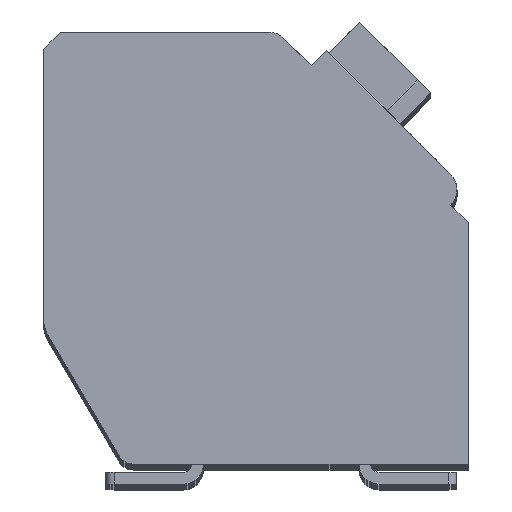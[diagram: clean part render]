
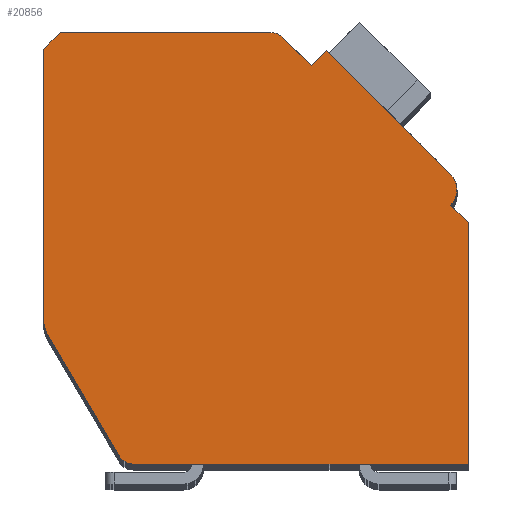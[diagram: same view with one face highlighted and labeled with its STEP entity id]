
A CAD part, top view. The second image highlights one B-rep face of the part: STEP entity #20856.
In plain terms, the highlighted planar face has unit normal (0, 0, 1).
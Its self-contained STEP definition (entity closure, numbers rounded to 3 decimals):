
#781=DIRECTION('',(0.,-1.,0.));
#782=VECTOR('',#781,8.053);
#783=CARTESIAN_POINT('',(-12.7,12.4,2.1));
#784=LINE('',#783,#782);
#785=DIRECTION('',(-0.707,-0.707,0.));
#786=VECTOR('',#785,0.707);
#787=CARTESIAN_POINT('',(-12.2,12.9,2.1));
#788=LINE('',#787,#786);
#789=DIRECTION('',(-1.,0.,0.));
#790=VECTOR('',#789,6.298);
#791=CARTESIAN_POINT('',(-5.902,12.9,2.1));
#792=LINE('',#791,#790);
#793=CARTESIAN_POINT('',(-5.902,12.4,2.1));
#794=DIRECTION('',(0.,0.,1.));
#795=DIRECTION('',(0.707,0.707,0.));
#796=AXIS2_PLACEMENT_3D('',#793,#794,#795);
#798=DIRECTION('',(-0.707,0.707,0.));
#799=VECTOR('',#798,1.197);
#800=CARTESIAN_POINT('',(-4.702,11.907,2.1));
#801=LINE('',#800,#799);
#802=DIRECTION('',(-0.707,-0.707,0.));
#803=VECTOR('',#802,0.65);
#804=CARTESIAN_POINT('',(-4.243,12.367,2.1));
#805=LINE('',#804,#803);
#806=DIRECTION('',(-0.707,0.707,0.));
#807=VECTOR('',#806,5.25);
#808=CARTESIAN_POINT('',(-0.53,8.655,2.1));
#809=LINE('',#808,#807);
#810=CARTESIAN_POINT('',(-0.99,8.195,2.1));
#811=DIRECTION('',(0.,0.,1.));
#812=DIRECTION('',(0.707,-0.707,0.));
#813=AXIS2_PLACEMENT_3D('',#810,#811,#812);
#815=DIRECTION('',(-0.707,0.707,0.));
#816=VECTOR('',#815,0.75);
#817=CARTESIAN_POINT('',(0.,7.205,2.1));
#818=LINE('',#817,#816);
#819=DIRECTION('',(0.,1.,0.));
#820=VECTOR('',#819,7.205);
#821=CARTESIAN_POINT('',(0.,0.,2.1));
#822=LINE('',#821,#820);
#823=DIRECTION('',(1.,0.,0.));
#824=VECTOR('',#823,10.014);
#825=CARTESIAN_POINT('',(-10.014,0.,2.1));
#826=LINE('',#825,#824);
#827=CARTESIAN_POINT('',(-10.014,0.5,2.1));
#828=DIRECTION('',(0.,0.,1.));
#829=DIRECTION('',(-0.862,-0.508,0.));
#830=AXIS2_PLACEMENT_3D('',#827,#828,#829);
#832=DIRECTION('',(0.508,-0.862,0.));
#833=VECTOR('',#832,4.17);
#834=CARTESIAN_POINT('',(-12.562,3.839,2.1));
#835=LINE('',#834,#833);
#836=CARTESIAN_POINT('',(-11.7,4.347,2.1));
#837=DIRECTION('',(0.,0.,1.));
#838=DIRECTION('',(-1.,0.,0.));
#839=AXIS2_PLACEMENT_3D('',#836,#837,#838);
#15409=CARTESIAN_POINT('',(-12.7,12.4,2.1));
#15410=CARTESIAN_POINT('',(-12.7,4.347,2.1));
#15411=VERTEX_POINT('',#15409);
#15412=VERTEX_POINT('',#15410);
#15413=CARTESIAN_POINT('',(-12.562,3.839,2.1));
#15414=VERTEX_POINT('',#15413);
#15415=CARTESIAN_POINT('',(-10.445,0.246,2.1));
#15416=VERTEX_POINT('',#15415);
#15417=CARTESIAN_POINT('',(-10.014,0.,2.1));
#15418=VERTEX_POINT('',#15417);
#15419=CARTESIAN_POINT('',(0.,0.,2.1));
#15420=VERTEX_POINT('',#15419);
#15421=CARTESIAN_POINT('',(0.,7.205,2.1));
#15422=VERTEX_POINT('',#15421);
#15423=CARTESIAN_POINT('',(-0.53,7.735,2.1));
#15424=VERTEX_POINT('',#15423);
#15425=CARTESIAN_POINT('',(-0.53,8.655,2.1));
#15426=VERTEX_POINT('',#15425);
#15427=CARTESIAN_POINT('',(-4.243,12.367,2.1));
#15428=VERTEX_POINT('',#15427);
#15429=CARTESIAN_POINT('',(-4.702,11.907,2.1));
#15430=VERTEX_POINT('',#15429);
#15431=CARTESIAN_POINT('',(-5.548,12.754,2.1));
#15432=VERTEX_POINT('',#15431);
#15433=CARTESIAN_POINT('',(-5.902,12.9,2.1));
#15434=VERTEX_POINT('',#15433);
#15435=CARTESIAN_POINT('',(-12.2,12.9,2.1));
#15436=VERTEX_POINT('',#15435);
#20824=CARTESIAN_POINT('',(0.,0.,2.1));
#20825=DIRECTION('',(0.,0.,1.));
#20826=DIRECTION('',(1.,0.,0.));
#20827=AXIS2_PLACEMENT_3D('',#20824,#20825,#20826);
#20828=PLANE('',#20827);
#20829=ORIENTED_EDGE('',*,*,#20123,.F.);
#20831=ORIENTED_EDGE('',*,*,#20830,.F.);
#20833=ORIENTED_EDGE('',*,*,#20832,.F.);
#20835=ORIENTED_EDGE('',*,*,#20834,.F.);
#20837=ORIENTED_EDGE('',*,*,#20836,.F.);
#20839=ORIENTED_EDGE('',*,*,#20838,.F.);
#20841=ORIENTED_EDGE('',*,*,#20840,.F.);
#20843=ORIENTED_EDGE('',*,*,#20842,.F.);
#20845=ORIENTED_EDGE('',*,*,#20844,.F.);
#20847=ORIENTED_EDGE('',*,*,#20846,.F.);
#20849=ORIENTED_EDGE('',*,*,#20848,.F.);
#20851=ORIENTED_EDGE('',*,*,#20850,.F.);
#20852=ORIENTED_EDGE('',*,*,#20505,.F.);
#20853=ORIENTED_EDGE('',*,*,#20263,.F.);
#20854=EDGE_LOOP('',(#20829,#20831,#20833,#20835,#20837,#20839,#20841,#20843,
#20845,#20847,#20849,#20851,#20852,#20853));
#20855=FACE_OUTER_BOUND('',#20854,.F.);
#797=CIRCLE('',#796,0.5);
#814=CIRCLE('',#813,0.65);
#831=CIRCLE('',#830,0.5);
#840=CIRCLE('',#839,1.);
#20123=EDGE_CURVE('',#15411,#15412,#784,.T.);
#20263=EDGE_CURVE('',#15412,#15414,#840,.T.);
#20505=EDGE_CURVE('',#15414,#15416,#835,.T.);
#20830=EDGE_CURVE('',#15436,#15411,#788,.T.);
#20832=EDGE_CURVE('',#15434,#15436,#792,.T.);
#20834=EDGE_CURVE('',#15432,#15434,#797,.T.);
#20836=EDGE_CURVE('',#15430,#15432,#801,.T.);
#20838=EDGE_CURVE('',#15428,#15430,#805,.T.);
#20840=EDGE_CURVE('',#15426,#15428,#809,.T.);
#20842=EDGE_CURVE('',#15424,#15426,#814,.T.);
#20844=EDGE_CURVE('',#15422,#15424,#818,.T.);
#20846=EDGE_CURVE('',#15420,#15422,#822,.T.);
#20848=EDGE_CURVE('',#15418,#15420,#826,.T.);
#20850=EDGE_CURVE('',#15416,#15418,#831,.T.);
#20856=ADVANCED_FACE('',(#20855),#20828,.T.);
